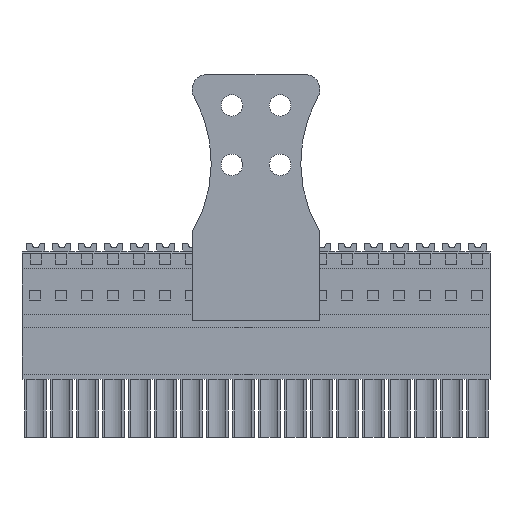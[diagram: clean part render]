
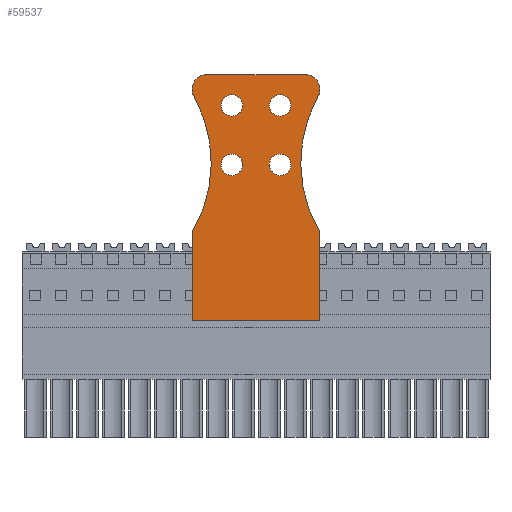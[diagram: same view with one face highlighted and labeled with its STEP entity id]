
A CAD part, front view. The second image highlights one B-rep face of the part: STEP entity #59537.
In plain terms, the highlighted planar face has unit normal (0, -1, 0).
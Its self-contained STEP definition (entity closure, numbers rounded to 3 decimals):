
#59397=AXIS2_PLACEMENT_3D('Plane Axis2P3D',#59394,#59395,#59396) ;
#59417=AXIS2_PLACEMENT_3D('Circle Axis2P3D',#59415,#59416,$) ;
#59424=AXIS2_PLACEMENT_3D('Circle Axis2P3D',#59422,#59423,$) ;
#59438=AXIS2_PLACEMENT_3D('Circle Axis2P3D',#59436,#59437,$) ;
#59445=AXIS2_PLACEMENT_3D('Circle Axis2P3D',#59443,#59444,$) ;
#59467=AXIS2_PLACEMENT_3D('Circle Axis2P3D',#59465,#59466,$) ;
#59476=AXIS2_PLACEMENT_3D('Circle Axis2P3D',#59474,#59475,$) ;
#59485=AXIS2_PLACEMENT_3D('Circle Axis2P3D',#59483,#59484,$) ;
#59494=AXIS2_PLACEMENT_3D('Circle Axis2P3D',#59492,#59493,$) ;
#59503=AXIS2_PLACEMENT_3D('Circle Axis2P3D',#59501,#59502,$) ;
#59512=AXIS2_PLACEMENT_3D('Circle Axis2P3D',#59510,#59511,$) ;
#59521=AXIS2_PLACEMENT_3D('Circle Axis2P3D',#59519,#59520,$) ;
#59530=AXIS2_PLACEMENT_3D('Circle Axis2P3D',#59528,#59529,$) ;
#59394=CARTESIAN_POINT('Axis2P3D Location',(21.,0.,0.)) ;
#59399=CARTESIAN_POINT('Line Origine',(31.5,0.,15.7)) ;
#59403=CARTESIAN_POINT('Vertex',(22.94,0.,15.7)) ;
#59405=CARTESIAN_POINT('Vertex',(40.06,0.,15.7)) ;
#59408=CARTESIAN_POINT('Line Origine',(40.06,0.,21.7)) ;
#59412=CARTESIAN_POINT('Vertex',(40.06,0.,27.701)) ;
#59415=CARTESIAN_POINT('Axis2P3D Location',(55.715,0.,36.973)) ;
#59419=CARTESIAN_POINT('Vertex',(39.844,0.,45.872)) ;
#59422=CARTESIAN_POINT('Axis2P3D Location',(38.1,0.,46.85)) ;
#59426=CARTESIAN_POINT('Vertex',(38.1,0.,48.85)) ;
#59429=CARTESIAN_POINT('Line Origine',(31.5,0.,48.85)) ;
#59433=CARTESIAN_POINT('Vertex',(24.9,0.,48.85)) ;
#59436=CARTESIAN_POINT('Axis2P3D Location',(24.9,0.,46.85)) ;
#59440=CARTESIAN_POINT('Vertex',(23.156,0.,45.872)) ;
#59443=CARTESIAN_POINT('Axis2P3D Location',(7.285,0.,36.973)) ;
#59447=CARTESIAN_POINT('Vertex',(22.94,0.,27.701)) ;
#59450=CARTESIAN_POINT('Line Origine',(22.94,0.,21.7)) ;
#59465=CARTESIAN_POINT('Axis2P3D Location',(34.75,0.,44.7)) ;
#59469=CARTESIAN_POINT('Vertex',(36.2,0.,44.7)) ;
#59471=CARTESIAN_POINT('Vertex',(33.3,0.,44.7)) ;
#59474=CARTESIAN_POINT('Axis2P3D Location',(34.75,0.,44.7)) ;
#59483=CARTESIAN_POINT('Axis2P3D Location',(28.25,0.,44.7)) ;
#59487=CARTESIAN_POINT('Vertex',(29.7,0.,44.7)) ;
#59489=CARTESIAN_POINT('Vertex',(26.8,0.,44.7)) ;
#59492=CARTESIAN_POINT('Axis2P3D Location',(28.25,0.,44.7)) ;
#59501=CARTESIAN_POINT('Axis2P3D Location',(28.25,0.,36.7)) ;
#59505=CARTESIAN_POINT('Vertex',(26.8,0.,36.7)) ;
#59507=CARTESIAN_POINT('Vertex',(29.7,0.,36.7)) ;
#59510=CARTESIAN_POINT('Axis2P3D Location',(28.25,0.,36.7)) ;
#59519=CARTESIAN_POINT('Axis2P3D Location',(34.75,0.,36.7)) ;
#59523=CARTESIAN_POINT('Vertex',(36.2,0.,36.7)) ;
#59525=CARTESIAN_POINT('Vertex',(33.3,0.,36.7)) ;
#59528=CARTESIAN_POINT('Axis2P3D Location',(34.75,0.,36.7)) ;
#59395=DIRECTION('Axis2P3D Direction',(0.,-1.,0.)) ;
#59396=DIRECTION('Axis2P3D XDirection',(1.,0.,0.)) ;
#59400=DIRECTION('Vector Direction',(1.,0.,0.)) ;
#59409=DIRECTION('Vector Direction',(0.,0.,-1.)) ;
#59416=DIRECTION('Axis2P3D Direction',(0.,-1.,0.)) ;
#59423=DIRECTION('Axis2P3D Direction',(0.,-1.,0.)) ;
#59430=DIRECTION('Vector Direction',(-1.,0.,0.)) ;
#59437=DIRECTION('Axis2P3D Direction',(0.,-1.,0.)) ;
#59444=DIRECTION('Axis2P3D Direction',(0.,-1.,0.)) ;
#59451=DIRECTION('Vector Direction',(0.,0.,1.)) ;
#59466=DIRECTION('Axis2P3D Direction',(0.,-1.,0.)) ;
#59475=DIRECTION('Axis2P3D Direction',(0.,-1.,0.)) ;
#59484=DIRECTION('Axis2P3D Direction',(0.,-1.,0.)) ;
#59493=DIRECTION('Axis2P3D Direction',(0.,-1.,0.)) ;
#59502=DIRECTION('Axis2P3D Direction',(0.,-1.,0.)) ;
#59511=DIRECTION('Axis2P3D Direction',(0.,-1.,0.)) ;
#59520=DIRECTION('Axis2P3D Direction',(0.,-1.,0.)) ;
#59529=DIRECTION('Axis2P3D Direction',(0.,-1.,0.)) ;
#59401=VECTOR('Line Direction',#59400,1.) ;
#59410=VECTOR('Line Direction',#59409,1.) ;
#59431=VECTOR('Line Direction',#59430,1.) ;
#59452=VECTOR('Line Direction',#59451,1.) ;
#59456=ORIENTED_EDGE('',*,*,#59407,.T.) ;
#59457=ORIENTED_EDGE('',*,*,#59414,.T.) ;
#59458=ORIENTED_EDGE('',*,*,#59421,.T.) ;
#59459=ORIENTED_EDGE('',*,*,#59428,.T.) ;
#59460=ORIENTED_EDGE('',*,*,#59435,.T.) ;
#59461=ORIENTED_EDGE('',*,*,#59442,.T.) ;
#59462=ORIENTED_EDGE('',*,*,#59449,.T.) ;
#59463=ORIENTED_EDGE('',*,*,#59454,.T.) ;
#59480=ORIENTED_EDGE('',*,*,#59473,.F.) ;
#59481=ORIENTED_EDGE('',*,*,#59478,.F.) ;
#59498=ORIENTED_EDGE('',*,*,#59491,.F.) ;
#59499=ORIENTED_EDGE('',*,*,#59496,.F.) ;
#59516=ORIENTED_EDGE('',*,*,#59509,.F.) ;
#59517=ORIENTED_EDGE('',*,*,#59514,.F.) ;
#59534=ORIENTED_EDGE('',*,*,#59527,.F.) ;
#59535=ORIENTED_EDGE('',*,*,#59532,.F.) ;
#59482=FACE_BOUND('',#59479,.T.) ;
#59500=FACE_BOUND('',#59497,.T.) ;
#59518=FACE_BOUND('',#59515,.T.) ;
#59536=FACE_BOUND('',#59533,.T.) ;
#59537=ADVANCED_FACE('Strain relief',(#59464,#59482,#59500,#59518,#59536),#59398,.T.) ;
#59418=CIRCLE('generated circle',#59417,18.195) ;
#59425=CIRCLE('generated circle',#59424,2.) ;
#59439=CIRCLE('generated circle',#59438,2.) ;
#59446=CIRCLE('generated circle',#59445,18.195) ;
#59468=CIRCLE('generated circle',#59467,1.45) ;
#59477=CIRCLE('generated circle',#59476,1.45) ;
#59486=CIRCLE('generated circle',#59485,1.45) ;
#59495=CIRCLE('generated circle',#59494,1.45) ;
#59504=CIRCLE('generated circle',#59503,1.45) ;
#59513=CIRCLE('generated circle',#59512,1.45) ;
#59522=CIRCLE('generated circle',#59521,1.45) ;
#59531=CIRCLE('generated circle',#59530,1.45) ;
#59407=EDGE_CURVE('',#59404,#59406,#59402,.T.) ;
#59414=EDGE_CURVE('',#59406,#59413,#59411,.F.) ;
#59421=EDGE_CURVE('',#59413,#59420,#59418,.F.) ;
#59428=EDGE_CURVE('',#59420,#59427,#59425,.T.) ;
#59435=EDGE_CURVE('',#59427,#59434,#59432,.T.) ;
#59442=EDGE_CURVE('',#59434,#59441,#59439,.T.) ;
#59449=EDGE_CURVE('',#59441,#59448,#59446,.F.) ;
#59454=EDGE_CURVE('',#59448,#59404,#59453,.F.) ;
#59473=EDGE_CURVE('',#59470,#59472,#59468,.T.) ;
#59478=EDGE_CURVE('',#59472,#59470,#59477,.T.) ;
#59491=EDGE_CURVE('',#59488,#59490,#59486,.T.) ;
#59496=EDGE_CURVE('',#59490,#59488,#59495,.T.) ;
#59509=EDGE_CURVE('',#59506,#59508,#59504,.T.) ;
#59514=EDGE_CURVE('',#59508,#59506,#59513,.T.) ;
#59527=EDGE_CURVE('',#59524,#59526,#59522,.T.) ;
#59532=EDGE_CURVE('',#59526,#59524,#59531,.T.) ;
#59455=EDGE_LOOP('',(#59456,#59457,#59458,#59459,#59460,#59461,#59462,#59463)) ;
#59479=EDGE_LOOP('',(#59480,#59481)) ;
#59497=EDGE_LOOP('',(#59498,#59499)) ;
#59515=EDGE_LOOP('',(#59516,#59517)) ;
#59533=EDGE_LOOP('',(#59534,#59535)) ;
#59464=FACE_OUTER_BOUND('',#59455,.T.) ;
#59402=LINE('Line',#59399,#59401) ;
#59411=LINE('Line',#59408,#59410) ;
#59432=LINE('Line',#59429,#59431) ;
#59453=LINE('Line',#59450,#59452) ;
#59398=PLANE('',#59397) ;
#59404=VERTEX_POINT('',#59403) ;
#59406=VERTEX_POINT('',#59405) ;
#59413=VERTEX_POINT('',#59412) ;
#59420=VERTEX_POINT('',#59419) ;
#59427=VERTEX_POINT('',#59426) ;
#59434=VERTEX_POINT('',#59433) ;
#59441=VERTEX_POINT('',#59440) ;
#59448=VERTEX_POINT('',#59447) ;
#59470=VERTEX_POINT('',#59469) ;
#59472=VERTEX_POINT('',#59471) ;
#59488=VERTEX_POINT('',#59487) ;
#59490=VERTEX_POINT('',#59489) ;
#59506=VERTEX_POINT('',#59505) ;
#59508=VERTEX_POINT('',#59507) ;
#59524=VERTEX_POINT('',#59523) ;
#59526=VERTEX_POINT('',#59525) ;
